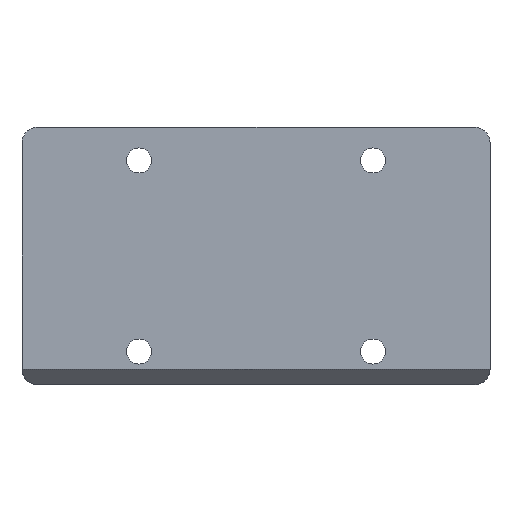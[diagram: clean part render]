
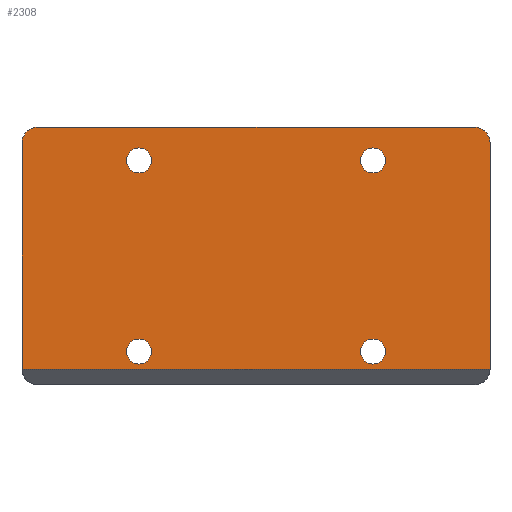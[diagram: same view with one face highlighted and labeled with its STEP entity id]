
A CAD part, front view. The second image highlights one B-rep face of the part: STEP entity #2308.
In plain terms, the highlighted planar face has unit normal (0, -1, 0).
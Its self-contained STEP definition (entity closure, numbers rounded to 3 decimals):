
#1=CARTESIAN_POINT('',(-15.,0.,12.25));
#2=DIRECTION('',(0.,1.,0.));
#3=DIRECTION('',(1.,0.,0.));
#4=AXIS2_PLACEMENT_3D('',#1,#2,#3);
#6=CARTESIAN_POINT('',(-15.,0.,12.25));
#7=DIRECTION('',(0.,1.,0.));
#8=DIRECTION('',(-1.,0.,0.));
#9=AXIS2_PLACEMENT_3D('',#6,#7,#8);
#11=CARTESIAN_POINT('',(15.,0.,12.25));
#12=DIRECTION('',(0.,1.,0.));
#13=DIRECTION('',(1.,0.,0.));
#14=AXIS2_PLACEMENT_3D('',#11,#12,#13);
#16=CARTESIAN_POINT('',(15.,0.,12.25));
#17=DIRECTION('',(0.,1.,0.));
#18=DIRECTION('',(-1.,0.,0.));
#19=AXIS2_PLACEMENT_3D('',#16,#17,#18);
#21=CARTESIAN_POINT('',(-15.,0.,-12.25));
#22=DIRECTION('',(0.,1.,0.));
#23=DIRECTION('',(1.,0.,0.));
#24=AXIS2_PLACEMENT_3D('',#21,#22,#23);
#26=CARTESIAN_POINT('',(-15.,0.,-12.25));
#27=DIRECTION('',(0.,1.,0.));
#28=DIRECTION('',(-1.,0.,0.));
#29=AXIS2_PLACEMENT_3D('',#26,#27,#28);
#31=CARTESIAN_POINT('',(15.,0.,-12.25));
#32=DIRECTION('',(0.,1.,0.));
#33=DIRECTION('',(1.,0.,0.));
#34=AXIS2_PLACEMENT_3D('',#31,#32,#33);
#36=CARTESIAN_POINT('',(15.,0.,-12.25));
#37=DIRECTION('',(0.,1.,0.));
#38=DIRECTION('',(-1.,0.,0.));
#39=AXIS2_PLACEMENT_3D('',#36,#37,#38);
#41=CARTESIAN_POINT('',(28.,0.,14.5));
#42=DIRECTION('',(0.,-1.,0.));
#43=DIRECTION('',(1.,0.,0.));
#44=AXIS2_PLACEMENT_3D('',#41,#42,#43);
#46=DIRECTION('',(0.,0.,-1.));
#47=VECTOR('',#46,29.);
#48=CARTESIAN_POINT('',(30.,0.,14.5));
#49=LINE('',#48,#47);
#50=DIRECTION('',(1.,0.,0.));
#51=VECTOR('',#50,60.);
#52=CARTESIAN_POINT('',(-30.,0.,-14.5));
#53=LINE('',#52,#51);
#54=DIRECTION('',(0.,0.,1.));
#55=VECTOR('',#54,29.);
#56=CARTESIAN_POINT('',(-30.,0.,-14.5));
#57=LINE('',#56,#55);
#58=CARTESIAN_POINT('',(-28.,0.,14.5));
#59=DIRECTION('',(0.,-1.,0.));
#60=DIRECTION('',(0.,0.,1.));
#61=AXIS2_PLACEMENT_3D('',#58,#59,#60);
#63=DIRECTION('',(1.,0.,0.));
#64=VECTOR('',#63,56.);
#65=CARTESIAN_POINT('',(-28.,0.,16.5));
#66=LINE('',#65,#64);
#376=CARTESIAN_POINT('',(30.,0.,-14.5));
#378=CARTESIAN_POINT('',(-30.,0.,-14.5));
#1837=CARTESIAN_POINT('',(-13.4,0.,12.25));
#1838=CARTESIAN_POINT('',(-16.6,0.,12.25));
#1839=VERTEX_POINT('',#1837);
#1840=VERTEX_POINT('',#1838);
#1841=CARTESIAN_POINT('',(16.6,0.,12.25));
#1842=CARTESIAN_POINT('',(13.4,0.,12.25));
#1843=VERTEX_POINT('',#1841);
#1844=VERTEX_POINT('',#1842);
#1845=CARTESIAN_POINT('',(-13.4,0.,-12.25));
#1846=CARTESIAN_POINT('',(-16.6,0.,-12.25));
#1847=VERTEX_POINT('',#1845);
#1848=VERTEX_POINT('',#1846);
#1849=CARTESIAN_POINT('',(16.6,0.,-12.25));
#1850=CARTESIAN_POINT('',(13.4,0.,-12.25));
#1851=VERTEX_POINT('',#1849);
#1852=VERTEX_POINT('',#1850);
#2046=VERTEX_POINT('',#376);
#2053=CARTESIAN_POINT('',(30.,0.,14.5));
#2054=CARTESIAN_POINT('',(28.,0.,16.5));
#2055=VERTEX_POINT('',#2053);
#2056=VERTEX_POINT('',#2054);
#2119=CARTESIAN_POINT('',(-28.,0.,16.5));
#2120=CARTESIAN_POINT('',(-30.,0.,14.5));
#2121=VERTEX_POINT('',#2119);
#2122=VERTEX_POINT('',#2120);
#2127=VERTEX_POINT('',#378);
#2265=CARTESIAN_POINT('',(0.,0.,0.));
#2266=DIRECTION('',(0.,1.,0.));
#2267=DIRECTION('',(1.,0.,0.));
#2268=AXIS2_PLACEMENT_3D('',#2265,#2266,#2267);
#2269=PLANE('',#2268);
#2271=ORIENTED_EDGE('',*,*,#2270,.F.);
#2273=ORIENTED_EDGE('',*,*,#2272,.T.);
#2275=ORIENTED_EDGE('',*,*,#2274,.F.);
#2277=ORIENTED_EDGE('',*,*,#2276,.T.);
#2279=ORIENTED_EDGE('',*,*,#2278,.F.);
#2281=ORIENTED_EDGE('',*,*,#2280,.T.);
#2282=EDGE_LOOP('',(#2271,#2273,#2275,#2277,#2279,#2281));
#2283=FACE_OUTER_BOUND('',#2282,.F.);
#2285=ORIENTED_EDGE('',*,*,#2284,.F.);
#2287=ORIENTED_EDGE('',*,*,#2286,.F.);
#2288=EDGE_LOOP('',(#2285,#2287));
#2289=FACE_BOUND('',#2288,.F.);
#2291=ORIENTED_EDGE('',*,*,#2290,.F.);
#2293=ORIENTED_EDGE('',*,*,#2292,.F.);
#2294=EDGE_LOOP('',(#2291,#2293));
#2295=FACE_BOUND('',#2294,.F.);
#2297=ORIENTED_EDGE('',*,*,#2296,.F.);
#2299=ORIENTED_EDGE('',*,*,#2298,.F.);
#2300=EDGE_LOOP('',(#2297,#2299));
#2301=FACE_BOUND('',#2300,.F.);
#2303=ORIENTED_EDGE('',*,*,#2302,.F.);
#2305=ORIENTED_EDGE('',*,*,#2304,.F.);
#2306=EDGE_LOOP('',(#2303,#2305));
#2307=FACE_BOUND('',#2306,.F.);
#2308=ADVANCED_FACE('',(#2283,#2289,#2295,#2301,#2307),#2269,.F.);
#5=CIRCLE('',#4,1.6);
#10=CIRCLE('',#9,1.6);
#15=CIRCLE('',#14,1.6);
#20=CIRCLE('',#19,1.6);
#25=CIRCLE('',#24,1.6);
#30=CIRCLE('',#29,1.6);
#35=CIRCLE('',#34,1.6);
#40=CIRCLE('',#39,1.6);
#45=CIRCLE('',#44,2.);
#62=CIRCLE('',#61,2.);
#2270=EDGE_CURVE('',#2055,#2056,#45,.T.);
#2272=EDGE_CURVE('',#2055,#2046,#49,.T.);
#2274=EDGE_CURVE('',#2127,#2046,#53,.T.);
#2276=EDGE_CURVE('',#2127,#2122,#57,.T.);
#2278=EDGE_CURVE('',#2121,#2122,#62,.T.);
#2280=EDGE_CURVE('',#2121,#2056,#66,.T.);
#2284=EDGE_CURVE('',#1843,#1844,#15,.T.);
#2286=EDGE_CURVE('',#1844,#1843,#20,.T.);
#2290=EDGE_CURVE('',#1847,#1848,#25,.T.);
#2292=EDGE_CURVE('',#1848,#1847,#30,.T.);
#2296=EDGE_CURVE('',#1851,#1852,#35,.T.);
#2298=EDGE_CURVE('',#1852,#1851,#40,.T.);
#2302=EDGE_CURVE('',#1839,#1840,#5,.T.);
#2304=EDGE_CURVE('',#1840,#1839,#10,.T.);
